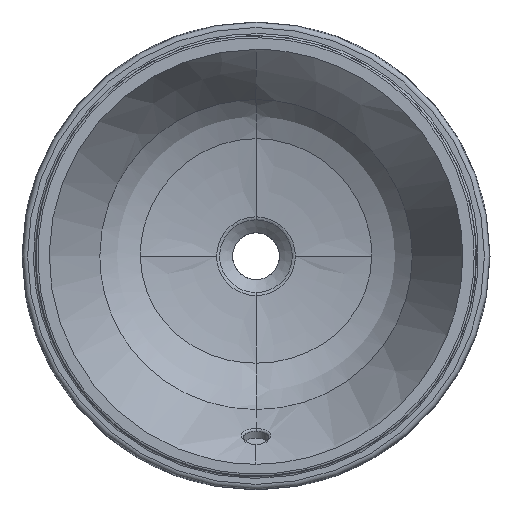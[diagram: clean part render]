
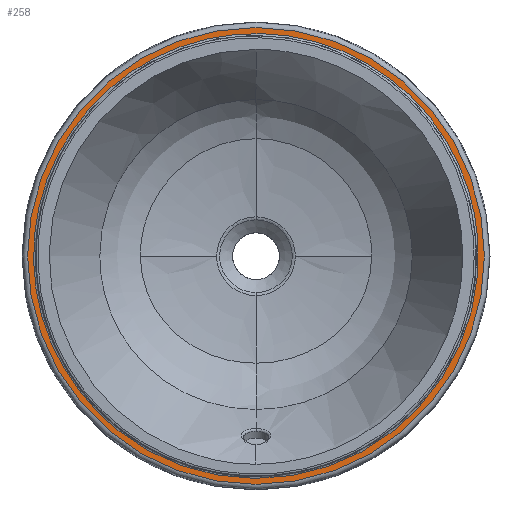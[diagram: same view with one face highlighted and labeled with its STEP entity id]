
A CAD part, top view. The second image highlights one B-rep face of the part: STEP entity #258.
In plain terms, the highlighted planar face has unit normal (0, 0, 1).
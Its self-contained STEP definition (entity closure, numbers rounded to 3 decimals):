
#258=ADVANCED_FACE('',(#573,#574),#373,.F.);
#373=PLANE('',#1755);
#379=B_SPLINE_CURVE_WITH_KNOTS('',3,(#2014,#2015,#2016,#2017,#2018,#2019,
#2020,#2021,#2022,#2023,#2024,#2025,#2026,#2027,#2028,#2029,#2030,#2031,
#2032,#2033,#2034,#2035,#2036,#2037,#2038,#2039,#2040,#2041,#2042,#2043,
#2044,#2045,#2046,#2047,#2048,#2049,#2050,#2051,#2052,#2053,#2054,#2055,
#2056,#2057,#2058,#2059,#2060,#2061,#2062,#2063,#2064,#2065,#2066,#2067,
#2068,#2069,#2070,#2071,#2072,#2073,#2074,#2075,#2076,#2077,#2078,#2079,
#2080,#2081,#2082,#2083,#2084,#2085,#2086,#2087,#2088,#2089),
 .UNSPECIFIED.,.T.,.F.,(2,2,2,2,2,2,2,2,2,2,2,2,2,2,2,2,2,2,2,2,2,2,2,2,
2,2,2,2,2,2,2,2,2,2,2,2,2,2,2,2),(-0.031,0.,0.031,0.047,
0.063,0.094,0.125,0.156,0.188,0.219,0.234,0.25,0.281,0.297,
0.313,0.375,0.406,0.438,0.469,0.484,0.5,0.531,0.563,0.594,
0.625,0.688,0.703,0.719,0.75,0.766,0.781,0.813,0.844,0.875,
0.906,0.938,0.953,0.969,1.,1.031),.UNSPECIFIED.);
#573=FACE_BOUND('',#605,.T.);
#574=FACE_BOUND('',#606,.T.);
#605=EDGE_LOOP('',(#736));
#606=EDGE_LOOP('',(#737));
#736=ORIENTED_EDGE('',*,*,#1427,.T.);
#737=ORIENTED_EDGE('',*,*,#1428,.T.);
#1264=VERTEX_POINT('',#2013);
#1265=VERTEX_POINT('',#2090);
#1427=EDGE_CURVE('',#1264,#1264,#1691,.T.);
#1428=EDGE_CURVE('',#1265,#1265,#379,.T.);
#1691=CIRCLE('',#1754,224.535);
#1754=AXIS2_PLACEMENT_3D('',#2012,#1841,#1842);
#1755=AXIS2_PLACEMENT_3D('',#2091,#1843,#1844);
#1841=DIRECTION('',(0.,0.,1.));
#1842=DIRECTION('',(-1.,0.,0.));
#1843=DIRECTION('',(0.,0.,-1.));
#1844=DIRECTION('',(0.,-1.,0.));
#2012=CARTESIAN_POINT('',(0.,0.,-4.));
#2013=CARTESIAN_POINT('',(-224.535,0.,-4.));
#2014=CARTESIAN_POINT('',(216.707,32.382,-4.));
#2015=CARTESIAN_POINT('',(219.081,3.737,-4.));
#2016=CARTESIAN_POINT('',(218.85,-10.64,-4.));
#2017=CARTESIAN_POINT('',(216.404,-32.014,-4.));
#2018=CARTESIAN_POINT('',(215.241,-39.08,-4.));
#2019=CARTESIAN_POINT('',(212.218,-53.094,-4.));
#2020=CARTESIAN_POINT('',(210.354,-60.05,-4.));
#2021=CARTESIAN_POINT('',(203.819,-80.404,-4.));
#2022=CARTESIAN_POINT('',(198.194,-93.409,-4.));
#2023=CARTESIAN_POINT('',(184.426,-118.297,-4.));
#2024=CARTESIAN_POINT('',(176.222,-130.209,-4.));
#2025=CARTESIAN_POINT('',(157.722,-152.097,-4.));
#2026=CARTESIAN_POINT('',(147.388,-162.135,-4.));
#2027=CARTESIAN_POINT('',(124.926,-180.,-4.));
#2028=CARTESIAN_POINT('',(112.845,-187.812,-4.));
#2029=CARTESIAN_POINT('',(87.315,-200.969,-4.));
#2030=CARTESIAN_POINT('',(73.93,-206.262,-4.));
#2031=CARTESIAN_POINT('',(53.257,-212.176,-4.));
#2032=CARTESIAN_POINT('',(46.283,-213.806,-4.));
#2033=CARTESIAN_POINT('',(32.17,-216.378,-4.));
#2034=CARTESIAN_POINT('',(25.044,-217.317,-4.));
#2035=CARTESIAN_POINT('',(3.763,-219.072,-4.));
#2036=CARTESIAN_POINT('',(-10.405,-218.855,-4.));
#2037=CARTESIAN_POINT('',(-31.627,-216.459,-4.));
#2038=CARTESIAN_POINT('',(-38.725,-215.306,-4.));
#2039=CARTESIAN_POINT('',(-52.751,-212.305,-4.));
#2040=CARTESIAN_POINT('',(-59.671,-210.462,-4.));
#2041=CARTESIAN_POINT('',(-93.811,-199.557,-4.));
#2042=CARTESIAN_POINT('',(-119.386,-185.406,-4.));
#2043=CARTESIAN_POINT('',(-152.234,-157.586,-4.));
#2044=CARTESIAN_POINT('',(-162.261,-147.24,-4.));
#2045=CARTESIAN_POINT('',(-180.092,-124.806,-4.));
#2046=CARTESIAN_POINT('',(-187.926,-112.648,-4.));
#2047=CARTESIAN_POINT('',(-200.935,-87.356,-4.));
#2048=CARTESIAN_POINT('',(-206.164,-74.187,-4.));
#2049=CARTESIAN_POINT('',(-212.08,-53.64,-4.));
#2050=CARTESIAN_POINT('',(-213.732,-46.629,-4.));
#2051=CARTESIAN_POINT('',(-216.325,-32.534,-4.));
#2052=CARTESIAN_POINT('',(-217.272,-25.441,-4.));
#2053=CARTESIAN_POINT('',(-219.073,-4.028,-4.));
#2054=CARTESIAN_POINT('',(-218.864,10.371,-4.));
#2055=CARTESIAN_POINT('',(-215.639,38.844,-4.));
#2056=CARTESIAN_POINT('',(-212.608,52.978,-4.));
#2057=CARTESIAN_POINT('',(-203.889,80.233,-4.));
#2058=CARTESIAN_POINT('',(-198.167,93.482,-4.));
#2059=CARTESIAN_POINT('',(-184.272,118.546,-4.));
#2060=CARTESIAN_POINT('',(-176.085,130.398,-4.));
#2061=CARTESIAN_POINT('',(-148.256,163.243,-4.));
#2062=CARTESIAN_POINT('',(-125.361,181.41,-4.));
#2063=CARTESIAN_POINT('',(-93.483,197.78,-4.));
#2064=CARTESIAN_POINT('',(-86.96,200.734,-4.));
#2065=CARTESIAN_POINT('',(-73.617,206.,-4.));
#2066=CARTESIAN_POINT('',(-66.808,208.305,-4.));
#2067=CARTESIAN_POINT('',(-46.273,214.162,-4.));
#2068=CARTESIAN_POINT('',(-32.336,216.706,-4.));
#2069=CARTESIAN_POINT('',(-11.057,218.477,-4.));
#2070=CARTESIAN_POINT('',(-3.873,218.725,-4.));
#2071=CARTESIAN_POINT('',(10.47,218.509,-4.));
#2072=CARTESIAN_POINT('',(17.616,218.048,-4.));
#2073=CARTESIAN_POINT('',(38.979,215.615,-4.));
#2074=CARTESIAN_POINT('',(53.051,212.591,-4.));
#2075=CARTESIAN_POINT('',(80.4,203.83,-4.));
#2076=CARTESIAN_POINT('',(93.6,198.113,-4.));
#2077=CARTESIAN_POINT('',(118.691,184.18,-4.));
#2078=CARTESIAN_POINT('',(130.535,175.982,-4.));
#2079=CARTESIAN_POINT('',(152.387,157.442,-4.));
#2080=CARTESIAN_POINT('',(162.435,147.039,-4.));
#2081=CARTESIAN_POINT('',(180.117,124.758,-4.));
#2082=CARTESIAN_POINT('',(187.805,112.857,-4.));
#2083=CARTESIAN_POINT('',(197.598,93.858,-4.));
#2084=CARTESIAN_POINT('',(200.582,87.306,-4.));
#2085=CARTESIAN_POINT('',(205.87,73.98,-4.));
#2086=CARTESIAN_POINT('',(208.18,67.202,-4.));
#2087=CARTESIAN_POINT('',(214.113,46.526,-4.));
#2088=CARTESIAN_POINT('',(216.707,32.382,-4.));
#2089=CARTESIAN_POINT('',(219.081,3.737,-4.));
#2090=CARTESIAN_POINT('',(217.894,18.06,-4.));
#2091=CARTESIAN_POINT('',(0.,0.,-4.));
